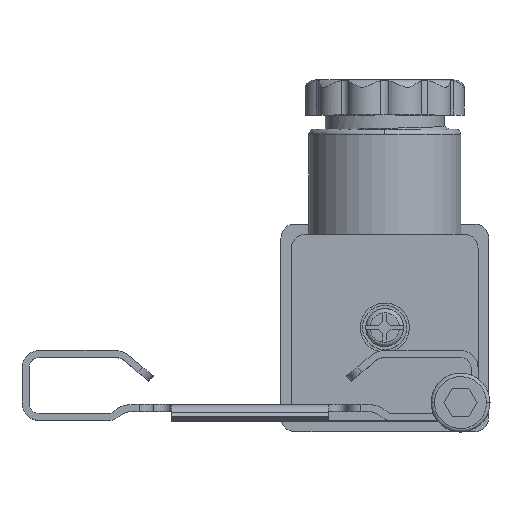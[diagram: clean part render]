
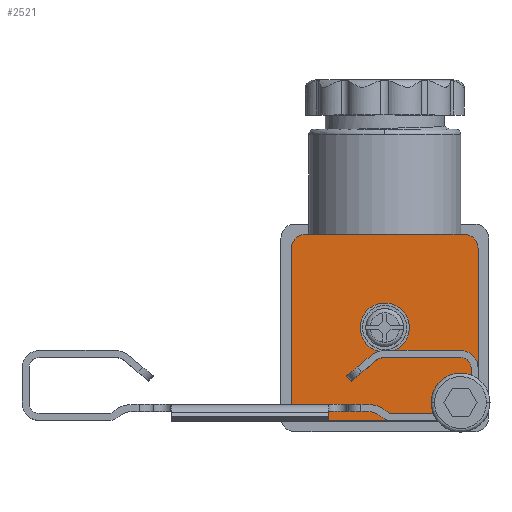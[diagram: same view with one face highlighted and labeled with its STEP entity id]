
A CAD part, top view. The second image highlights one B-rep face of the part: STEP entity #2521.
In plain terms, the highlighted planar face has unit normal (0, 0, 1).
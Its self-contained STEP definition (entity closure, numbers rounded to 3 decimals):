
#161 = LINE ( 'NONE', #14909, #17298 ) ;
#775 = CARTESIAN_POINT ( 'NONE',  ( 60.75, 13.3, -12.7 ) ) ;
#800 = VECTOR ( 'NONE', #5149, 1000. ) ;
#1088 = EDGE_CURVE ( 'NONE', #2128, #10214, #15721, .T. ) ;
#1237 = VERTEX_POINT ( 'NONE', #10003 ) ;
#1451 = EDGE_CURVE ( 'NONE', #16881, #20637, #1723, .T. ) ;
#1510 = CARTESIAN_POINT ( 'NONE',  ( 60.75, 24.6, -12.7 ) ) ;
#1723 = CIRCLE ( 'NONE', #2061, 2. ) ;
#1820 = ORIENTED_EDGE ( 'NONE', *, *, #10900, .T. ) ;
#2061 = AXIS2_PLACEMENT_3D ( 'NONE', #9150, #10546, #17261 ) ;
#2062 = CARTESIAN_POINT ( 'NONE',  ( 47.45, 26.6, -12.7 ) ) ;
#2128 = VERTEX_POINT ( 'NONE', #11661 ) ;
#2309 = CARTESIAN_POINT ( 'NONE',  ( 58.75, 24.6, -12.7 ) ) ;
#2364 = ORIENTED_EDGE ( 'NONE', *, *, #4988, .T. ) ;
#2521 = ADVANCED_FACE ( 'NONE', ( #17191, #18773 ), #4161, .F. ) ;
#2527 = VECTOR ( 'NONE', #7172, 1000. ) ;
#3295 = EDGE_LOOP ( 'NONE', ( #7335, #12461 ) ) ;
#3514 = CARTESIAN_POINT ( 'NONE',  ( 36.15, 2., -12.7 ) ) ;
#3879 = AXIS2_PLACEMENT_3D ( 'NONE', #9425, #15941, #14657 ) ;
#3940 = CARTESIAN_POINT ( 'NONE',  ( 47.45, 13.3, -12.7 ) ) ;
#4087 = VERTEX_POINT ( 'NONE', #9618 ) ;
#4161 = PLANE ( 'NONE',  #12459 ) ;
#4257 = ORIENTED_EDGE ( 'NONE', *, *, #7422, .T. ) ;
#4768 = VERTEX_POINT ( 'NONE', #6907 ) ;
#4850 = ORIENTED_EDGE ( 'NONE', *, *, #13553, .T. ) ;
#4968 = DIRECTION ( 'NONE',  ( 1., 0., 0. ) ) ;
#4988 = EDGE_CURVE ( 'NONE', #4087, #4768, #9539, .T. ) ;
#5149 = DIRECTION ( 'NONE',  ( -1., 0., 0. ) ) ;
#5511 = ORIENTED_EDGE ( 'NONE', *, *, #13078, .T. ) ;
#5902 = LINE ( 'NONE', #775, #19224 ) ;
#6907 = CARTESIAN_POINT ( 'NONE',  ( 36.15, 0., -12.7 ) ) ;
#7146 = AXIS2_PLACEMENT_3D ( 'NONE', #3514, #14944, #14838 ) ;
#7172 = DIRECTION ( 'NONE',  ( 0., -1., 0. ) ) ;
#7225 = EDGE_CURVE ( 'NONE', #10214, #2128, #13082, .T. ) ;
#7335 = ORIENTED_EDGE ( 'NONE', *, *, #1088, .F. ) ;
#7422 = EDGE_CURVE ( 'NONE', #20637, #4087, #10917, .T. ) ;
#7954 = DIRECTION ( 'NONE',  ( 0., 0., -1. ) ) ;
#8022 = CARTESIAN_POINT ( 'NONE',  ( 60.75, 2., -12.7 ) ) ;
#8127 = DIRECTION ( 'NONE',  ( 0., 0., 1. ) ) ;
#8708 = DIRECTION ( 'NONE',  ( 0., 0., 1. ) ) ;
#8725 = VERTEX_POINT ( 'NONE', #13026 ) ;
#8732 = CIRCLE ( 'NONE', #20998, 2. ) ;
#8823 = DIRECTION ( 'NONE',  ( 0., -1., 0. ) ) ;
#9150 = CARTESIAN_POINT ( 'NONE',  ( 36.15, 24.6, -12.7 ) ) ;
#9263 = CARTESIAN_POINT ( 'NONE',  ( 36.15, 26.6, -12.7 ) ) ;
#9295 = CARTESIAN_POINT ( 'NONE',  ( 34.15, 13.3, -12.7 ) ) ;
#9425 = CARTESIAN_POINT ( 'NONE',  ( 47.45, 13.3, -12.7 ) ) ;
#9539 = CIRCLE ( 'NONE', #7146, 2. ) ;
#9618 = CARTESIAN_POINT ( 'NONE',  ( 34.15, 2., -12.7 ) ) ;
#9706 = CARTESIAN_POINT ( 'NONE',  ( 50.95, 13.3, -12.7 ) ) ;
#9726 = ORIENTED_EDGE ( 'NONE', *, *, #12464, .T. ) ;
#9731 = CARTESIAN_POINT ( 'NONE',  ( 34.15, 24.6, -12.7 ) ) ;
#10003 = CARTESIAN_POINT ( 'NONE',  ( 58.75, 26.6, -12.7 ) ) ;
#10214 = VERTEX_POINT ( 'NONE', #9706 ) ;
#10315 = ORIENTED_EDGE ( 'NONE', *, *, #20537, .T. ) ;
#10468 = DIRECTION ( 'NONE',  ( -1., 0., 0. ) ) ;
#10546 = DIRECTION ( 'NONE',  ( 0., 0., 1. ) ) ;
#10900 = EDGE_CURVE ( 'NONE', #4768, #8725, #161, .T. ) ;
#10917 = LINE ( 'NONE', #9295, #2527 ) ;
#11331 = CARTESIAN_POINT ( 'NONE',  ( 58.75, 2., -12.7 ) ) ;
#11661 = CARTESIAN_POINT ( 'NONE',  ( 43.95, 13.3, -12.7 ) ) ;
#12459 = AXIS2_PLACEMENT_3D ( 'NONE', #17874, #7954, #14689 ) ;
#12461 = ORIENTED_EDGE ( 'NONE', *, *, #7225, .F. ) ;
#12464 = EDGE_CURVE ( 'NONE', #1237, #16881, #15196, .T. ) ;
#12481 = DIRECTION ( 'NONE',  ( 0., 0., 1. ) ) ;
#13026 = CARTESIAN_POINT ( 'NONE',  ( 58.75, 0., -12.7 ) ) ;
#13078 = EDGE_CURVE ( 'NONE', #15863, #1237, #15136, .T. ) ;
#13082 = CIRCLE ( 'NONE', #3879, 3.5 ) ;
#13110 = AXIS2_PLACEMENT_3D ( 'NONE', #2309, #8708, #8823 ) ;
#13553 = EDGE_CURVE ( 'NONE', #15907, #15863, #5902, .T. ) ;
#13878 = ORIENTED_EDGE ( 'NONE', *, *, #1451, .T. ) ;
#14023 = DIRECTION ( 'NONE',  ( 0., 1., 0. ) ) ;
#14657 = DIRECTION ( 'NONE',  ( -1., 0., 0. ) ) ;
#14689 = DIRECTION ( 'NONE',  ( 0., 1., 0. ) ) ;
#14838 = DIRECTION ( 'NONE',  ( 0., -1., 0. ) ) ;
#14909 = CARTESIAN_POINT ( 'NONE',  ( 47.45, 0., -12.7 ) ) ;
#14944 = DIRECTION ( 'NONE',  ( 0., 0., 1. ) ) ;
#15136 = CIRCLE ( 'NONE', #13110, 2. ) ;
#15196 = LINE ( 'NONE', #2062, #800 ) ;
#15721 = CIRCLE ( 'NONE', #17731, 3.5 ) ;
#15863 = VERTEX_POINT ( 'NONE', #1510 ) ;
#15907 = VERTEX_POINT ( 'NONE', #8022 ) ;
#15941 = DIRECTION ( 'NONE',  ( 0., 0., 1. ) ) ;
#16686 = EDGE_LOOP ( 'NONE', ( #13878, #4257, #2364, #1820, #10315, #4850, #5511, #9726 ) ) ;
#16881 = VERTEX_POINT ( 'NONE', #9263 ) ;
#17191 = FACE_BOUND ( 'NONE', #3295, .T. ) ;
#17261 = DIRECTION ( 'NONE',  ( 0., -1., 0. ) ) ;
#17298 = VECTOR ( 'NONE', #4968, 1000. ) ;
#17731 = AXIS2_PLACEMENT_3D ( 'NONE', #3940, #12481, #10468 ) ;
#17874 = CARTESIAN_POINT ( 'NONE',  ( 34.15, 26.6, -12.7 ) ) ;
#18773 = FACE_OUTER_BOUND ( 'NONE', #16686, .T. ) ;
#19224 = VECTOR ( 'NONE', #14023, 1000. ) ;
#19838 = DIRECTION ( 'NONE',  ( 0., -1., 0. ) ) ;
#20537 = EDGE_CURVE ( 'NONE', #8725, #15907, #8732, .T. ) ;
#20637 = VERTEX_POINT ( 'NONE', #9731 ) ;
#20998 = AXIS2_PLACEMENT_3D ( 'NONE', #11331, #8127, #19838 ) ;
